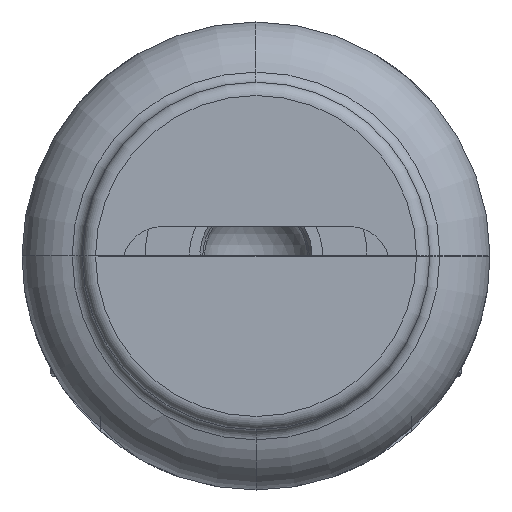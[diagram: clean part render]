
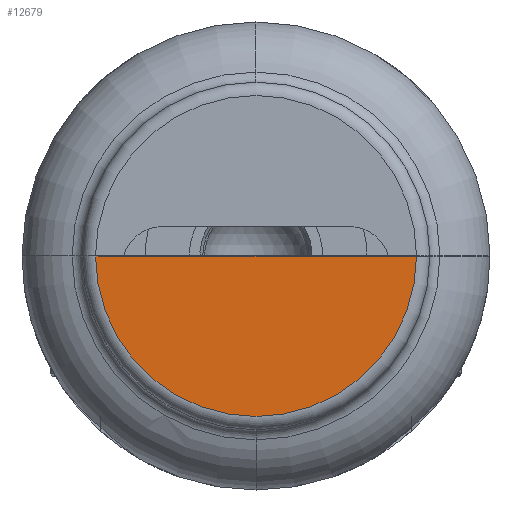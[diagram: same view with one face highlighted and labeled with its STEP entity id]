
A CAD part, front view. The second image highlights one B-rep face of the part: STEP entity #12679.
In plain terms, the highlighted planar face has unit normal (0, -1, 0).
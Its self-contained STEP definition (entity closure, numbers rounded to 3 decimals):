
#11408 = FACE_OUTER_BOUND ( 'NONE', #11743, .T. ) ;
#11410 = DIRECTION ( 'NONE',  ( 1., 0., 0. ) ) ;
#11411 = VECTOR ( 'NONE', #11410, 1000. ) ;
#11412 = CARTESIAN_POINT ( 'NONE',  ( 0., -19., 0. ) ) ;
#11413 = LINE ( 'NONE', #11412, #11411 ) ;
#11451 = DIRECTION ( 'NONE',  ( 0., 0., 1. ) ) ;
#11452 = DIRECTION ( 'NONE',  ( 0., 1., 0. ) ) ;
#11453 = CARTESIAN_POINT ( 'NONE',  ( 0., -19., 0. ) ) ;
#11454 = AXIS2_PLACEMENT_3D ( 'NONE', #11453, #11452, #11451 ) ;
#11456 = PLANE ( 'NONE',  #11454 ) ;
#11466 = CARTESIAN_POINT ( 'NONE',  ( 6., -19., 0. ) ) ;
#11492 = DIRECTION ( 'NONE',  ( 0., 0., 1. ) ) ;
#11493 = DIRECTION ( 'NONE',  ( 0., -1., 0. ) ) ;
#11494 = CARTESIAN_POINT ( 'NONE',  ( 0., -19., 0. ) ) ;
#11495 = AXIS2_PLACEMENT_3D ( 'NONE', #11494, #11493, #11492 ) ;
#11496 = CIRCLE ( 'NONE', #11495, 6. ) ;
#11542 = CARTESIAN_POINT ( 'NONE',  ( -6., -19., 0. ) ) ;
#11743 = EDGE_LOOP ( 'NONE', ( #12676, #12696 ) ) ;
#12676 = ORIENTED_EDGE ( 'NONE', *, *, #12677, .F. ) ;
#12677 = EDGE_CURVE ( 'NONE', #12701, #12695, #11413, .T. ) ;
#12679 = ADVANCED_FACE ( 'NONE', ( #11408 ), #11456, .F. ) ;
#12695 = VERTEX_POINT ( 'NONE', #11466 ) ;
#12696 = ORIENTED_EDGE ( 'NONE', *, *, #12699, .T. ) ;
#12699 = EDGE_CURVE ( 'NONE', #12701, #12695, #11496, .T. ) ;
#12701 = VERTEX_POINT ( 'NONE', #11542 ) ;
